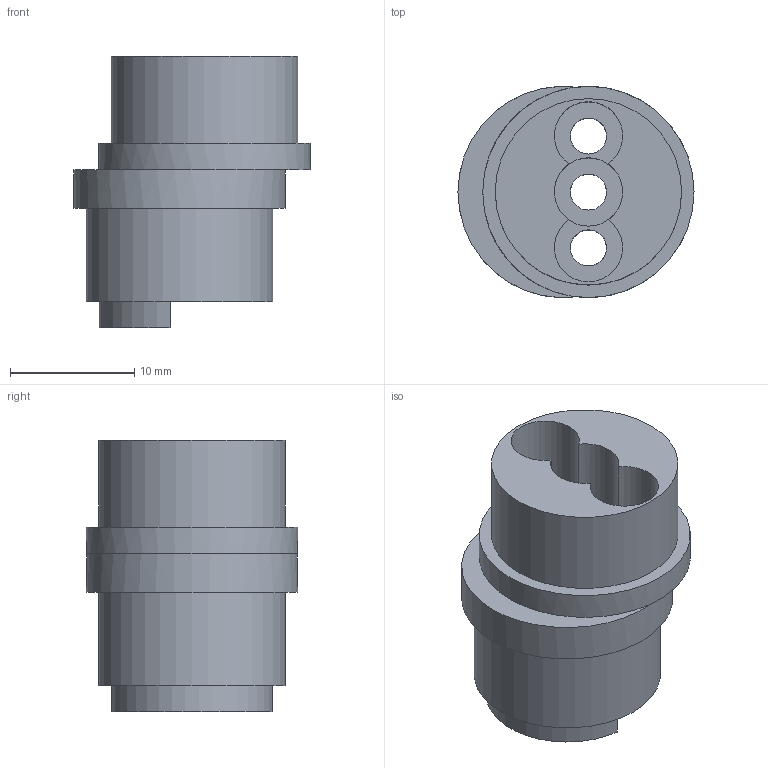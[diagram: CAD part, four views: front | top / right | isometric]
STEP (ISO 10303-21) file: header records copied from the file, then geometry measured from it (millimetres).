
FILE_DESCRIPTION(/* description */ (''),/* implementation_level */ '2;1');
FILE_NAME(/* name */ 'Eccenric Rod Top.step',/* time_stamp */ '2025-10-02T15:46:32+01:00',/* author */ (''),/* organization */ (''),/* preprocessor_version */ 'ST-DEVELOPER v20.1',/* originating_system */ 'Autodesk Translation Framework v14.10.0.0',/* authorisation */ '');
FILE_SCHEMA (('AUTOMOTIVE_DESIGN { 1 0 10303 214 3 1 1 }'));
Length unit declared in the file: millimetre
Products named in the file (2): Cyclodial Drive v4.4; Interior
Assembly tree (1 placements, depth 2):
  Cyclodial Drive v4.4
    Interior
Bounding box: 19 x 17 x 21.85 mm (x, y, z)
Volume: 2951.2 mm3; surface area: 2208.7 mm2
Topology: 1 solids, 1 shells, 38 faces, 94 edges, 62 vertices
Faces by surface type: cylinder 24, plane 14
Full cylindrical faces by diameter (mm): 2.9 x3, 5.5 x1, 15 x2, 17 x2
Entity records: 1237 total; most frequent: DIRECTION 236, CARTESIAN_POINT 197, ORIENTED_EDGE 188, AXIS2_PLACEMENT_3D 101, EDGE_CURVE 94, VERTEX_POINT 62, CIRCLE 60, EDGE_LOOP 48
